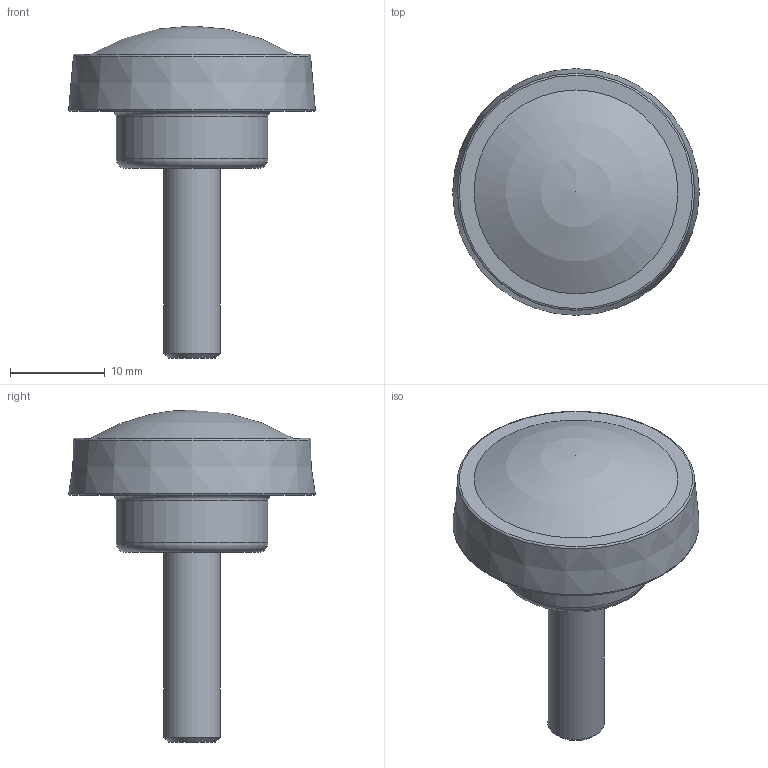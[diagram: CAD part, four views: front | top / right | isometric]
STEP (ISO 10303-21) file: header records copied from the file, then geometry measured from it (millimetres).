
FILE_DESCRIPTION( ( 'Unknown' ), '1' );
FILE_NAME( '6338300_ZPX26_M06x20.stp', 'Unknown', ( 'Unknown' ), ( 'Unknown' ), 'PSStep 11.0', 'Unknown', ' ' );
FILE_SCHEMA( ( 'AUTOMOTIVE_DESIGN { 1 0 10303 214 1 1 1 1 }' ) );
Length unit declared in the file: millimetre
Products named in the file (1): 6338300
Bounding box: 26 x 26 x 35 mm (x, y, z)
Volume: 5307.5 mm3; surface area: 2486.6 mm2
Topology: 1 solids, 2 shells, 29 faces, 60 edges, 37 vertices
Faces by surface type: plane 18, torus 4, cylinder 3, cone 3, sphere 1
Full cylindrical faces by diameter (mm): 6 x1, 11.05 x1, 16 x1
Entity records: 958 total; most frequent: CARTESIAN_POINT 162, DIRECTION 114, ORIENTED_EDGE 90, AXIS2_PLACEMENT_3D 45, EDGE_CURVE 45, EDGE_LOOP 44, FACE_OUTER_BOUND 36, VERTEX_POINT 33
